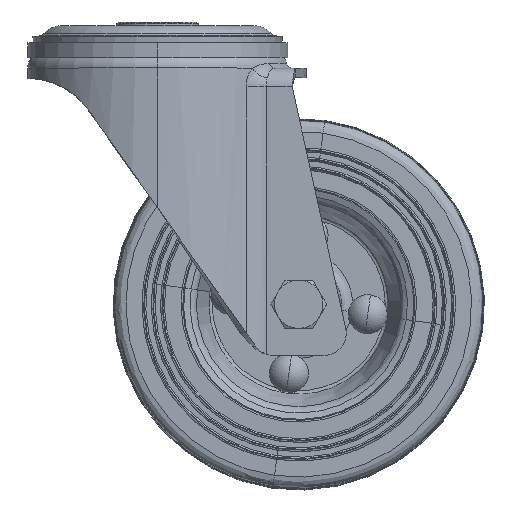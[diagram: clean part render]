
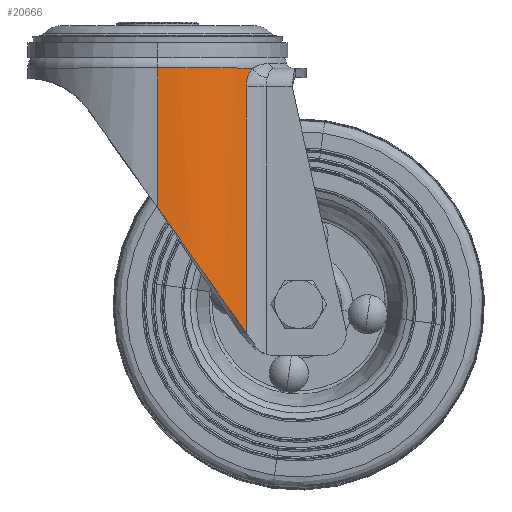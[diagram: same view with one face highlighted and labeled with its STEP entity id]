
A CAD part, top view. The second image highlights one B-rep face of the part: STEP entity #20666.
In plain terms, the highlighted cylindrical face has radius 35 mm (diameter 70 mm), a partial arc.
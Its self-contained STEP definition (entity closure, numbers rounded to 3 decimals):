
#542 = CARTESIAN_POINT ( 'NONE',  ( 23.86, -16.719, 25.607 ) ) ;
#1033 = CARTESIAN_POINT ( 'NONE',  ( 0., -111.94, 35. ) ) ;
#1926 = VERTEX_POINT ( 'NONE', #28462 ) ;
#2007 = DIRECTION ( 'NONE',  ( 0., 1., 0. ) ) ;
#2048 = ORIENTED_EDGE ( 'NONE', *, *, #27168, .F. ) ;
#3235 = CARTESIAN_POINT ( 'NONE',  ( 24.182, -15.04, 25.303 ) ) ;
#3254 = LINE ( 'NONE', #1033, #12558 ) ;
#3390 = CARTESIAN_POINT ( 'NONE',  ( 23.895, -16.403, 25.574 ) ) ;
#3429 = B_SPLINE_CURVE_WITH_KNOTS ( 'NONE', 3,
 ( #3914, #4230, #18626, #27952 ),
 .UNSPECIFIED., .F., .F.,
 ( 4, 4 ),
 ( 0., 1. ),
 .UNSPECIFIED. ) ;
#3914 = CARTESIAN_POINT ( 'NONE',  ( 23.825, -17.5, 25.639 ) ) ;
#4230 = CARTESIAN_POINT ( 'NONE',  ( 23.825, -39.552, 25.639 ) ) ;
#5562 = EDGE_CURVE ( 'NONE', #1926, #20581, #3254, .T. ) ;
#5614 = CARTESIAN_POINT ( 'NONE',  ( 23.849, -16.857, 25.617 ) ) ;
#5879 = ORIENTED_EDGE ( 'NONE', *, *, #8145, .T. ) ;
#6714 = VERTEX_POINT ( 'NONE', #17283 ) ;
#6796 = CARTESIAN_POINT ( 'NONE',  ( 0., -111.94, 0. ) ) ;
#7503 = CARTESIAN_POINT ( 'NONE',  ( 22.425, -81.679, 26.94 ) ) ;
#7679 = CARTESIAN_POINT ( 'NONE',  ( 24.039, -15.586, 25.439 ) ) ;
#8145 = EDGE_CURVE ( 'NONE', #6714, #29665, #13990, .T. ) ;
#8383 = CARTESIAN_POINT ( 'NONE',  ( 25.531, -12.414, 23.941 ) ) ;
#9289 = CARTESIAN_POINT ( 'NONE',  ( 0., -50.015, 35. ) ) ;
#9430 = CARTESIAN_POINT ( 'NONE',  ( 2.458, -53.485, 34.934 ) ) ;
#9591 = CARTESIAN_POINT ( 'NONE',  ( 1.231, -51.753, 34.999 ) ) ;
#9921 = CARTESIAN_POINT ( 'NONE',  ( 24.178, -15.052, 25.306 ) ) ;
#10927 = ORIENTED_EDGE ( 'NONE', *, *, #5562, .F. ) ;
#11072 = EDGE_CURVE ( 'NONE', #29665, #20581, #12398, .T. ) ;
#11802 = CARTESIAN_POINT ( 'NONE',  ( 12.652, -67.88, 32.652 ) ) ;
#11888 = AXIS2_PLACEMENT_3D ( 'NONE', #24309, #24147, #19425 ) ;
#11940 = CARTESIAN_POINT ( 'NONE',  ( 17.489, -74.71, 30.385 ) ) ;
#12398 = CIRCLE ( 'NONE', #11888, 35. ) ;
#12558 = VECTOR ( 'NONE', #27609, 1000. ) ;
#12598 = CARTESIAN_POINT ( 'NONE',  ( 24.13, -15.219, 25.352 ) ) ;
#13032 = EDGE_CURVE ( 'NONE', #6714, #21165, #3429, .T. ) ;
#13990 = B_SPLINE_CURVE_WITH_KNOTS ( 'NONE', 3,
 ( #24433, #27106, #22387, #5614, #542, #26965, #19994, #22227, #29636, #25056, #3390, #21914, #19699, #7679, #19544, #12598, #20158, #17358, #9921, #3235, #17650, #14971, #27264 ),
 .UNSPECIFIED., .F., .F.,
 ( 4, 2, 1, 1, 1, 1, 2, 2, 2, 1, 1, 1, 2, 2, 4 ),
 ( 0., 0.125, 0.187, 0.219, 0.234, 0.242, 0.246, 0.25, 0.375, 0.437, 0.469, 0.484, 0.492, 0.5, 1. ),
 .UNSPECIFIED. ) ;
#14272 = EDGE_LOOP ( 'NONE', ( #10927, #2048, #14961, #5879, #24836 ) ) ;
#14490 = CARTESIAN_POINT ( 'NONE',  ( 20.875, -79.491, 28.166 ) ) ;
#14961 = ORIENTED_EDGE ( 'NONE', *, *, #13032, .F. ) ;
#14971 = CARTESIAN_POINT ( 'NONE',  ( 24.942, -13.153, 24.57 ) ) ;
#16697 = CARTESIAN_POINT ( 'NONE',  ( 15.649, -72.112, 31.382 ) ) ;
#17010 = CARTESIAN_POINT ( 'NONE',  ( 11.614, -66.414, 33.037 ) ) ;
#17170 = CARTESIAN_POINT ( 'NONE',  ( 6.047, -58.554, 34.494 ) ) ;
#17283 = CARTESIAN_POINT ( 'NONE',  ( 23.825, -17.5, 25.639 ) ) ;
#17358 = CARTESIAN_POINT ( 'NONE',  ( 24.17, -15.08, 25.314 ) ) ;
#17650 = CARTESIAN_POINT ( 'NONE',  ( 24.483, -14.029, 25.015 ) ) ;
#18626 = CARTESIAN_POINT ( 'NONE',  ( 23.825, -61.604, 25.64 ) ) ;
#19425 = DIRECTION ( 'NONE',  ( 0.729, 0., 0.684 ) ) ;
#19544 = CARTESIAN_POINT ( 'NONE',  ( 24.078, -15.416, 25.402 ) ) ;
#19699 = CARTESIAN_POINT ( 'NONE',  ( 23.966, -15.929, 25.508 ) ) ;
#19994 = CARTESIAN_POINT ( 'NONE',  ( 23.886, -16.477, 25.582 ) ) ;
#20158 = CARTESIAN_POINT ( 'NONE',  ( 24.158, -15.122, 25.326 ) ) ;
#20581 = VERTEX_POINT ( 'NONE', #25738 ) ;
#20666 = ADVANCED_FACE ( 'NONE', ( #28118 ), #23366, .T. ) ;
#21165 = VERTEX_POINT ( 'NONE', #25501 ) ;
#21294 = CARTESIAN_POINT ( 'NONE',  ( 23.825, -83.656, 25.64 ) ) ;
#21324 = DIRECTION ( 'NONE',  ( 0., 0., -1. ) ) ;
#21914 = CARTESIAN_POINT ( 'NONE',  ( 23.927, -16.161, 25.544 ) ) ;
#22227 = CARTESIAN_POINT ( 'NONE',  ( 23.891, -16.436, 25.578 ) ) ;
#22387 = CARTESIAN_POINT ( 'NONE',  ( 23.831, -17.133, 25.634 ) ) ;
#23366 = CYLINDRICAL_SURFACE ( 'NONE', #24728, 35. ) ;
#23923 = B_SPLINE_CURVE_WITH_KNOTS ( 'NONE', 3,
 ( #21294, #7503, #14490, #11940, #16697, #11802, #17010, #30939, #31248, #17170, #31092, #9430, #9591, #9289 ),
 .UNSPECIFIED., .F., .F.,
 ( 4, 2, 2, 2, 2, 2, 4 ),
 ( 0., 0.25, 0.5, 0.625, 0.75, 0.875, 1. ),
 .UNSPECIFIED. ) ;
#24147 = DIRECTION ( 'NONE',  ( 0., -1., 0. ) ) ;
#24309 = CARTESIAN_POINT ( 'NONE',  ( 0., -12.414, 0. ) ) ;
#24433 = CARTESIAN_POINT ( 'NONE',  ( 23.825, -17.5, 25.639 ) ) ;
#24728 = AXIS2_PLACEMENT_3D ( 'NONE', #6796, #2007, #21324 ) ;
#24836 = ORIENTED_EDGE ( 'NONE', *, *, #11072, .T. ) ;
#25056 = CARTESIAN_POINT ( 'NONE',  ( 23.895, -16.407, 25.574 ) ) ;
#25501 = CARTESIAN_POINT ( 'NONE',  ( 23.825, -83.656, 25.64 ) ) ;
#25738 = CARTESIAN_POINT ( 'NONE',  ( 0., -12.414, 35. ) ) ;
#26965 = CARTESIAN_POINT ( 'NONE',  ( 23.877, -16.558, 25.591 ) ) ;
#27106 = CARTESIAN_POINT ( 'NONE',  ( 23.825, -17.317, 25.639 ) ) ;
#27168 = EDGE_CURVE ( 'NONE', #21165, #1926, #23923, .T. ) ;
#27264 = CARTESIAN_POINT ( 'NONE',  ( 25.531, -12.414, 23.941 ) ) ;
#27609 = DIRECTION ( 'NONE',  ( 0., 1., 0. ) ) ;
#27952 = CARTESIAN_POINT ( 'NONE',  ( 23.825, -83.656, 25.64 ) ) ;
#28118 = FACE_OUTER_BOUND ( 'NONE', #14272, .T. ) ;
#28462 = CARTESIAN_POINT ( 'NONE',  ( 0., -50.015, 35. ) ) ;
#29636 = CARTESIAN_POINT ( 'NONE',  ( 23.893, -16.419, 25.576 ) ) ;
#29665 = VERTEX_POINT ( 'NONE', #8383 ) ;
#30939 = CARTESIAN_POINT ( 'NONE',  ( 9.46, -63.373, 33.716 ) ) ;
#31092 = CARTESIAN_POINT ( 'NONE',  ( 4.867, -56.887, 34.682 ) ) ;
#31248 = CARTESIAN_POINT ( 'NONE',  ( 8.344, -61.797, 34.011 ) ) ;
